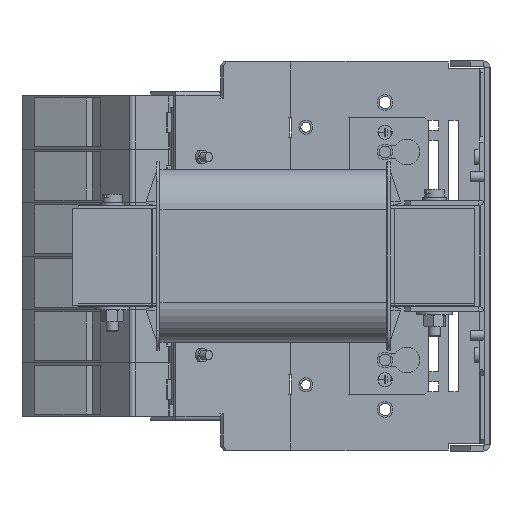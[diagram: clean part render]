
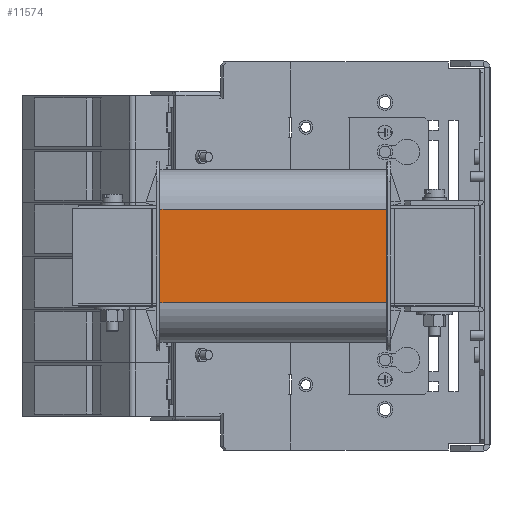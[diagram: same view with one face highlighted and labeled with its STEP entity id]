
A CAD part, left-side view. The second image highlights one B-rep face of the part: STEP entity #11574.
In plain terms, the highlighted face is planar.
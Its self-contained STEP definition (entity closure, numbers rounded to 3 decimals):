
#147 = CARTESIAN_POINT ( 'NONE',  ( 23.5, 114.5, 38.5 ) ) ;
#2243 = DIRECTION ( 'NONE',  ( 0., -1., 0. ) ) ;
#3428 = ORIENTED_EDGE ( 'NONE', *, *, #56419, .F. ) ;
#5786 = DIRECTION ( 'NONE',  ( 0., 0., -1. ) ) ;
#6309 = CARTESIAN_POINT ( 'NONE',  ( -43.5, 114.5, 38.5 ) ) ;
#7187 = CARTESIAN_POINT ( 'NONE',  ( -23.5, 114.5, 38.5 ) ) ;
#7729 = VERTEX_POINT ( 'NONE', #12747 ) ;
#9617 = DIRECTION ( 'NONE',  ( 0., 1., 0. ) ) ;
#11246 = ORIENTED_EDGE ( 'NONE', *, *, #14806, .T. ) ;
#11574 = ADVANCED_FACE ( 'NONE', ( #53463 ), #15259, .F. ) ;
#12747 = CARTESIAN_POINT ( 'NONE',  ( -23.5, 114.5, 38.5 ) ) ;
#13182 = AXIS2_PLACEMENT_3D ( 'NONE', #34840, #5786, #39668 ) ;
#13427 = LINE ( 'NONE', #7187, #13745 ) ;
#13745 = VECTOR ( 'NONE', #2243, 1000. ) ;
#14806 = EDGE_CURVE ( 'NONE', #7729, #40893, #13427, .T. ) ;
#15259 = PLANE ( 'NONE',  #13182 ) ;
#18006 = CARTESIAN_POINT ( 'NONE',  ( -23.5, 0., 38.5 ) ) ;
#18014 = LINE ( 'NONE', #6309, #55053 ) ;
#19640 = EDGE_CURVE ( 'NONE', #40893, #32042, #30718, .T. ) ;
#23608 = LINE ( 'NONE', #38626, #47821 ) ;
#24178 = EDGE_LOOP ( 'NONE', ( #3428, #11246, #58758, #37041 ) ) ;
#24554 = VECTOR ( 'NONE', #54184, 1000. ) ;
#30144 = CARTESIAN_POINT ( 'NONE',  ( -43.5, 0., 38.5 ) ) ;
#30718 = LINE ( 'NONE', #30144, #24554 ) ;
#32042 = VERTEX_POINT ( 'NONE', #59446 ) ;
#34840 = CARTESIAN_POINT ( 'NONE',  ( -43.5, 114.5, 38.5 ) ) ;
#37041 = ORIENTED_EDGE ( 'NONE', *, *, #44229, .T. ) ;
#37668 = VERTEX_POINT ( 'NONE', #147 ) ;
#38626 = CARTESIAN_POINT ( 'NONE',  ( 23.5, 114.5, 38.5 ) ) ;
#39668 = DIRECTION ( 'NONE',  ( -1., 0., 0. ) ) ;
#39945 = DIRECTION ( 'NONE',  ( 1., 0., 0. ) ) ;
#40893 = VERTEX_POINT ( 'NONE', #18006 ) ;
#44229 = EDGE_CURVE ( 'NONE', #32042, #37668, #23608, .T. ) ;
#47821 = VECTOR ( 'NONE', #9617, 1000. ) ;
#53463 = FACE_OUTER_BOUND ( 'NONE', #24178, .T. ) ;
#54184 = DIRECTION ( 'NONE',  ( 1., 0., 0. ) ) ;
#55053 = VECTOR ( 'NONE', #39945, 1000. ) ;
#56419 = EDGE_CURVE ( 'NONE', #7729, #37668, #18014, .T. ) ;
#58758 = ORIENTED_EDGE ( 'NONE', *, *, #19640, .T. ) ;
#59446 = CARTESIAN_POINT ( 'NONE',  ( 23.5, 0., 38.5 ) ) ;
